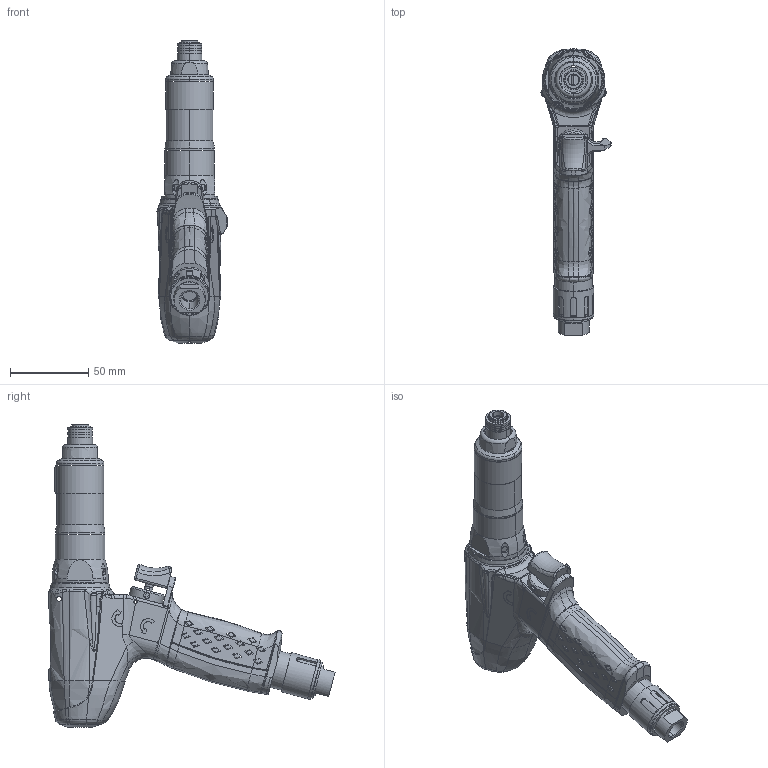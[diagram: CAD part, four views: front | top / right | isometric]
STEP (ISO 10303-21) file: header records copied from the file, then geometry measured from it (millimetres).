
FILE_DESCRIPTION((''),'2;1');
FILE_NAME('TMP142648_SW','2011-09-15T',('tooextcsr'),(''),'PRO/ENGINEER BY PARAMETRIC TECHNOLOGY CORPORATION, 2008310','PRO/ENGINEER BY PARAMETRIC TECHNOLOGY CORPORATION, 2008310','');
FILE_SCHEMA(('CONFIG_CONTROL_DESIGN', 'GEOMETRIC_VALIDATION_PROPERTIES_MIM'));
Products named in the file (1): TMP142648_SW
Bounding box: 44.86 x 183.3 x 194.1 mm (x, y, z)
Surface area: 49361 mm2 (no closed solid volume)
Topology: 0 solids, 88 shells, 818 faces, 3155 edges, 2302 vertices
Faces by surface type: bspline 419, cylinder 163, plane 158, torus 28, extrusion 26, cone 21, sphere 3
Entity records: 78362 total; most frequent: CARTESIAN_POINT 52156, ORIENTED_EDGE 4684, EDGE_CURVE 3151, DIRECTION 2390, VERTEX_POINT 2302, B_SPLINE_CURVE_WITH_KNOTS 2001, EDGE_LOOP 867, FACE_OUTER_BOUND 818
